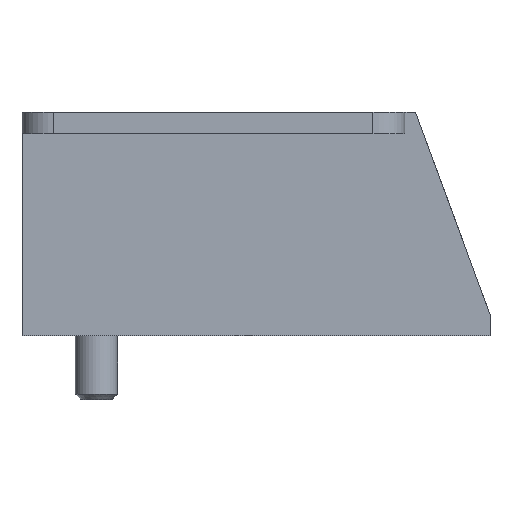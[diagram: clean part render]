
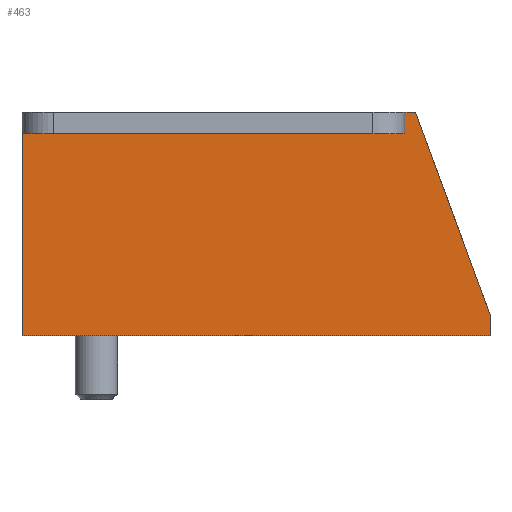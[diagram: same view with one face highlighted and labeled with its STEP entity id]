
A CAD part, left-side view. The second image highlights one B-rep face of the part: STEP entity #463.
In plain terms, the highlighted planar face has unit normal (-1, 0, 0).
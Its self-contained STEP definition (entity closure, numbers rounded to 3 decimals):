
#400=CARTESIAN_POINT('',(-18.,-7.5,3.));
#401=DIRECTION('',(1.,0.,0.));
#402=DIRECTION('',(0.,0.,-1.));
#403=AXIS2_PLACEMENT_3D('',#400,#401,#402);
#404=PLANE('',#403);
#405=CARTESIAN_POINT('',(-18.,-26.,2.));
#406=VERTEX_POINT('',#405);
#407=CARTESIAN_POINT('',(-18.,-26.,0.));
#408=VERTEX_POINT('',#407);
#409=CARTESIAN_POINT('',(-18.,-26.,2.));
#410=DIRECTION('',(0.,0.,-1.));
#411=VECTOR('',#410,2.);
#412=LINE('',#409,#411);
#413=EDGE_CURVE('',#406,#408,#412,.T.);
#414=ORIENTED_EDGE('',*,*,#413,.F.);
#415=CARTESIAN_POINT('',(-18.,-19.,21.));
#416=VERTEX_POINT('',#415);
#417=CARTESIAN_POINT('',(-18.,-26.,2.));
#418=DIRECTION('',(0.,0.346,0.938));
#419=VECTOR('',#418,20.248);
#420=LINE('',#417,#419);
#421=EDGE_CURVE('',#406,#416,#420,.T.);
#422=ORIENTED_EDGE('',*,*,#421,.T.);
#423=CARTESIAN_POINT('',(-18.,-18.,21.));
#424=VERTEX_POINT('',#423);
#425=CARTESIAN_POINT('',(-18.,-18.,21.));
#426=DIRECTION('',(0.,-1.,0.));
#427=VECTOR('',#426,1.);
#428=LINE('',#425,#427);
#429=EDGE_CURVE('',#424,#416,#428,.T.);
#430=ORIENTED_EDGE('',*,*,#429,.F.);
#431=CARTESIAN_POINT('',(-18.,-18.,19.));
#432=VERTEX_POINT('',#431);
#433=CARTESIAN_POINT('',(-18.,-18.,19.));
#434=DIRECTION('',(0.,0.,1.));
#435=VECTOR('',#434,2.);
#436=LINE('',#433,#435);
#437=EDGE_CURVE('',#432,#424,#436,.T.);
#438=ORIENTED_EDGE('',*,*,#437,.F.);
#439=CARTESIAN_POINT('',(-18.,18.,19.));
#440=VERTEX_POINT('',#439);
#441=CARTESIAN_POINT('',(-18.,-18.,19.));
#442=DIRECTION('',(0.,1.,0.));
#443=VECTOR('',#442,36.);
#444=LINE('',#441,#443);
#445=EDGE_CURVE('',#432,#440,#444,.T.);
#446=ORIENTED_EDGE('',*,*,#445,.T.);
#447=CARTESIAN_POINT('',(-18.,18.,0.));
#448=VERTEX_POINT('',#447);
#449=CARTESIAN_POINT('',(-18.,18.,19.));
#450=DIRECTION('',(0.,0.,-1.));
#451=VECTOR('',#450,19.);
#452=LINE('',#449,#451);
#453=EDGE_CURVE('',#440,#448,#452,.T.);
#454=ORIENTED_EDGE('',*,*,#453,.T.);
#455=CARTESIAN_POINT('',(-18.,18.,0.));
#456=DIRECTION('',(0.,-1.,0.));
#457=VECTOR('',#456,44.);
#458=LINE('',#455,#457);
#459=EDGE_CURVE('',#448,#408,#458,.T.);
#460=ORIENTED_EDGE('',*,*,#459,.T.);
#461=EDGE_LOOP('',(#414,#422,#430,#438,#446,#454,#460));
#462=FACE_BOUND('',#461,.T.);
#463=ADVANCED_FACE('',(#462),#404,.F.);
